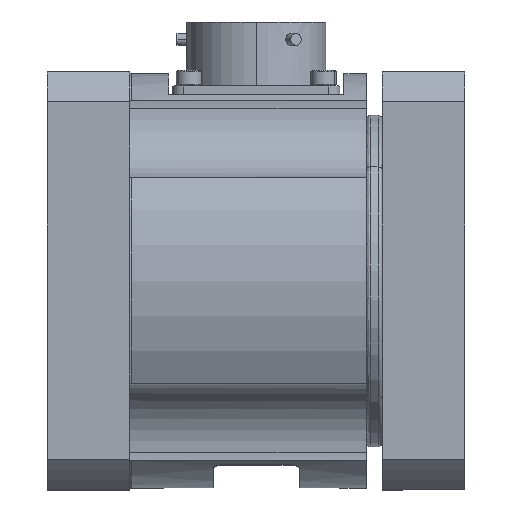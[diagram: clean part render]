
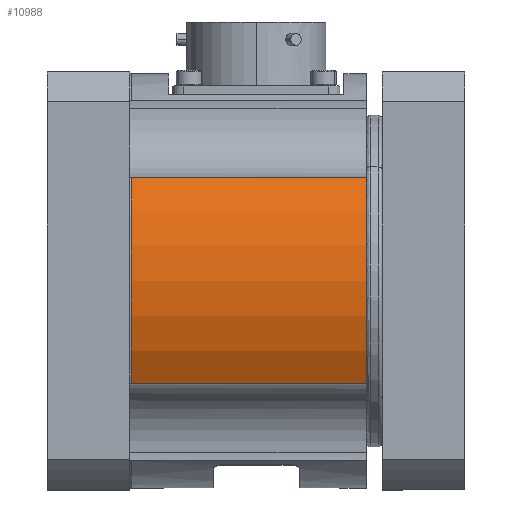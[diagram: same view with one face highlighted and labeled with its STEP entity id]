
A CAD part, top view. The second image highlights one B-rep face of the part: STEP entity #10988.
In plain terms, the highlighted cylindrical face has radius 37.846 mm (diameter 75.692 mm), a partial arc.
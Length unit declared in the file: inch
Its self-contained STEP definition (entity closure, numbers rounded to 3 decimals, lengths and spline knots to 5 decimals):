
#10874 = EDGE_CURVE ( 'NONE', #10890, #10892, #49600, .T. ) ;
#10888 = EDGE_LOOP ( 'NONE', ( #10912, #10891, #10992, #10990 ) ) ;
#10890 = VERTEX_POINT ( 'NONE', #49539 ) ;
#10891 = ORIENTED_EDGE ( 'NONE', *, *, #10906, .T. ) ;
#10892 = VERTEX_POINT ( 'NONE', #49584 ) ;
#10895 = EDGE_CURVE ( 'NONE', #10900, #10890, #49577, .T. ) ;
#10900 = VERTEX_POINT ( 'NONE', #49580 ) ;
#10906 = EDGE_CURVE ( 'NONE', #10911, #10900, #49586, .T. ) ;
#10911 = VERTEX_POINT ( 'NONE', #49628 ) ;
#10912 = ORIENTED_EDGE ( 'NONE', *, *, #10991, .T. ) ;
#10988 = ADVANCED_FACE ( 'NONE', ( #50031 ), #50000, .T. ) ;
#10990 = ORIENTED_EDGE ( 'NONE', *, *, #10874, .T. ) ;
#10991 = EDGE_CURVE ( 'NONE', #10892, #10911, #50043, .T. ) ;
#10992 = ORIENTED_EDGE ( 'NONE', *, *, #10895, .T. ) ;
#49539 = CARTESIAN_POINT ( 'NONE',  ( 0.25203, 1.79441, 3.28067 ) ) ;
#49565 = AXIS2_PLACEMENT_3D ( 'NONE', #49592, #49591, #49590 ) ;
#49577 = LINE ( 'NONE', #49583, #49582 ) ;
#49580 = CARTESIAN_POINT ( 'NONE',  ( 1.94203, 1.79441, 3.28067 ) ) ;
#49581 = DIRECTION ( 'NONE',  ( -1., 0., 0. ) ) ;
#49582 = VECTOR ( 'NONE', #49581, 39.37008 ) ;
#49583 = CARTESIAN_POINT ( 'NONE',  ( 0.24203, 1.79441, 3.28067 ) ) ;
#49584 = CARTESIAN_POINT ( 'NONE',  ( 0.25203, 0.31409, 3.28067 ) ) ;
#49586 = CIRCLE ( 'NONE', #49635, 1.49 ) ;
#49590 = DIRECTION ( 'NONE',  ( 0., 0., -1. ) ) ;
#49591 = DIRECTION ( 'NONE',  ( 1., 0., 0. ) ) ;
#49592 = CARTESIAN_POINT ( 'NONE',  ( 0.25203, 1.05425, 1.98751 ) ) ;
#49600 = CIRCLE ( 'NONE', #49565, 1.49 ) ;
#49628 = CARTESIAN_POINT ( 'NONE',  ( 1.94203, 0.31409, 3.28067 ) ) ;
#49632 = DIRECTION ( 'NONE',  ( 0., 0., -1. ) ) ;
#49633 = DIRECTION ( 'NONE',  ( -1., 0., 0. ) ) ;
#49634 = CARTESIAN_POINT ( 'NONE',  ( 1.94203, 1.05425, 1.98751 ) ) ;
#49635 = AXIS2_PLACEMENT_3D ( 'NONE', #49634, #49633, #49632 ) ;
#50000 = CYLINDRICAL_SURFACE ( 'NONE', #50025, 1.49 ) ;
#50001 = CARTESIAN_POINT ( 'NONE',  ( 0.24203, 0.31409, 3.28067 ) ) ;
#50021 = CARTESIAN_POINT ( 'NONE',  ( 0.24203, 1.05425, 1.98751 ) ) ;
#50025 = AXIS2_PLACEMENT_3D ( 'NONE', #50021, #50042, #50041 ) ;
#50031 = FACE_OUTER_BOUND ( 'NONE', #10888, .T. ) ;
#50038 = DIRECTION ( 'NONE',  ( 1., 0., 0. ) ) ;
#50039 = VECTOR ( 'NONE', #50038, 39.37008 ) ;
#50041 = DIRECTION ( 'NONE',  ( 0., 0., -1. ) ) ;
#50042 = DIRECTION ( 'NONE',  ( 1., 0., 0. ) ) ;
#50043 = LINE ( 'NONE', #50001, #50039 ) ;
